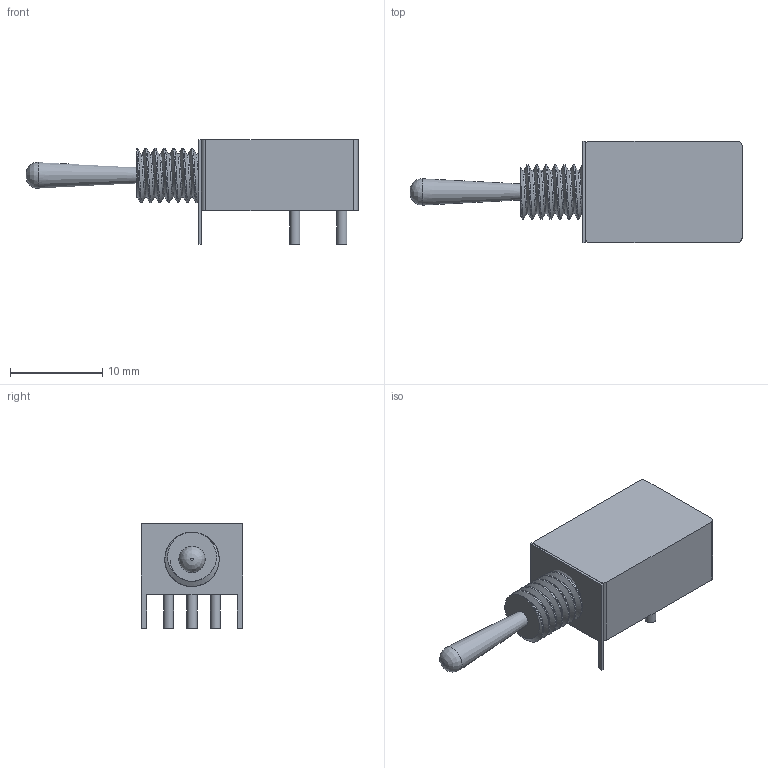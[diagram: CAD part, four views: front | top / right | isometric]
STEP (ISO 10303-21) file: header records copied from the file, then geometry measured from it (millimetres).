
FILE_DESCRIPTION(/* description */ (''),/* implementation_level */ '2;1');
FILE_NAME(/* name */ '2113xN v1.step',/* time_stamp */ '2021-11-23T21:31:45+01:00',/* author */ (''),/* organization */ (''),/* preprocessor_version */ 'ST-DEVELOPER v18.1',/* originating_system */ 'Autodesk Translation Framework v10.10.0.1391',/* authorisation */ '');
FILE_SCHEMA (('AUTOMOTIVE_DESIGN { 1 0 10303 214 3 1 1 }'));
Length unit declared in the file: millimetre
Products named in the file (1): 2113xN
Bounding box: 36 x 11 x 11.3 mm (x, y, z)
Volume: 1676.5 mm3; surface area: 1357.1 mm2
Topology: 6 solids, 6 shells, 52 faces, 116 edges, 77 vertices
Faces by surface type: plane 25, cylinder 23, bspline 3, cone 1
Full cylindrical faces by diameter (mm): 1.1 x3, 4.744 x1, 5.884 x3
Entity records: 2650 total; most frequent: CARTESIAN_POINT 1502, ORIENTED_EDGE 232, DIRECTION 202, EDGE_CURVE 116, VERTEX_POINT 77, AXIS2_PLACEMENT_3D 72, LINE 58, VECTOR 58
